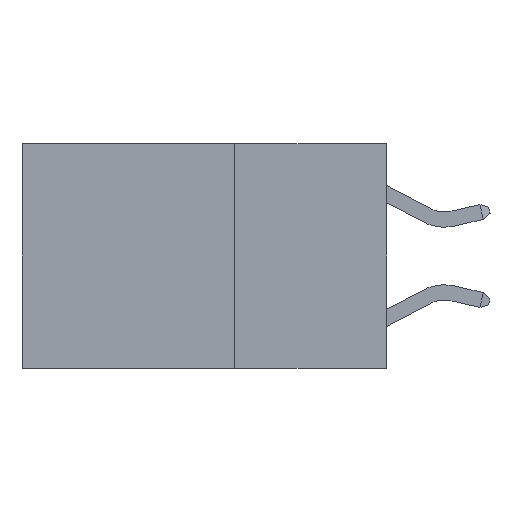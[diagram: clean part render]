
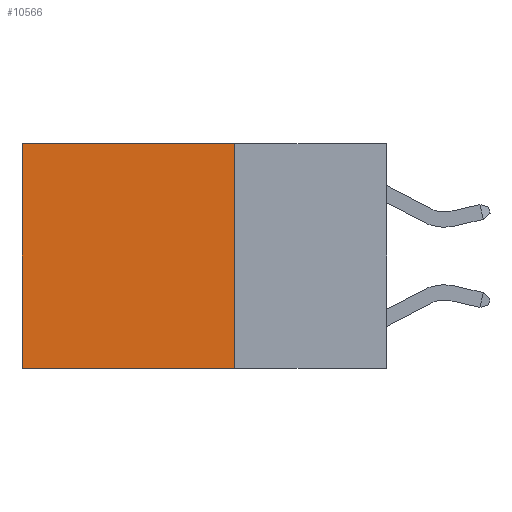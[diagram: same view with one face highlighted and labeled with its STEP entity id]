
A CAD part, left-side view. The second image highlights one B-rep face of the part: STEP entity #10566.
In plain terms, the highlighted planar face has unit normal (-1, 0, 0).
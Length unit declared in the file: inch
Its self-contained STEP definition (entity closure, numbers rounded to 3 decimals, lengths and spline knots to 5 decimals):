
#407 = VERTEX_POINT ( 'NONE', #19959 ) ;
#574 = VECTOR ( 'NONE', #23302, 39.37008 ) ;
#2029 = EDGE_LOOP ( 'NONE', ( #23938, #2682, #10876, #23743 ) ) ;
#2516 = VECTOR ( 'NONE', #10935, 39.37008 ) ;
#2682 = ORIENTED_EDGE ( 'NONE', *, *, #18826, .F. ) ;
#3196 = CARTESIAN_POINT ( 'NONE',  ( 0.2625, 0.25, 0. ) ) ;
#4765 = CARTESIAN_POINT ( 'NONE',  ( 0.2625, 0.6, 0. ) ) ;
#5006 = VECTOR ( 'NONE', #20240, 39.37008 ) ;
#5314 = LINE ( 'NONE', #13163, #5006 ) ;
#6087 = CARTESIAN_POINT ( 'NONE',  ( 0.2625, 0.25, 0. ) ) ;
#6250 = VERTEX_POINT ( 'NONE', #4765 ) ;
#6255 = EDGE_CURVE ( 'NONE', #9444, #6250, #23662, .T. ) ;
#6736 = EDGE_CURVE ( 'NONE', #6250, #407, #5314, .T. ) ;
#6942 = VECTOR ( 'NONE', #10551, 39.37008 ) ;
#7282 = DIRECTION ( 'NONE',  ( 1., 0., 0. ) ) ;
#9444 = VERTEX_POINT ( 'NONE', #6087 ) ;
#10551 = DIRECTION ( 'NONE',  ( 0., 0., -1. ) ) ;
#10566 = ADVANCED_FACE ( 'NONE', ( #12657 ), #24320, .F. ) ;
#10818 = CARTESIAN_POINT ( 'NONE',  ( 0.2625, 0.25, -0.37 ) ) ;
#10876 = ORIENTED_EDGE ( 'NONE', *, *, #23096, .F. ) ;
#10935 = DIRECTION ( 'NONE',  ( 0., 1., 0. ) ) ;
#11031 = CARTESIAN_POINT ( 'NONE',  ( 0.2625, 0.25, 0. ) ) ;
#11830 = AXIS2_PLACEMENT_3D ( 'NONE', #11031, #7282, #14863 ) ;
#12657 = FACE_OUTER_BOUND ( 'NONE', #2029, .T. ) ;
#12844 = VERTEX_POINT ( 'NONE', #20039 ) ;
#13163 = CARTESIAN_POINT ( 'NONE',  ( 0.2625, 0.6, 0. ) ) ;
#14863 = DIRECTION ( 'NONE',  ( 0., 0., -1. ) ) ;
#18826 = EDGE_CURVE ( 'NONE', #12844, #407, #20627, .T. ) ;
#19959 = CARTESIAN_POINT ( 'NONE',  ( 0.2625, 0.6, -0.37 ) ) ;
#20039 = CARTESIAN_POINT ( 'NONE',  ( 0.2625, 0.25, -0.37 ) ) ;
#20233 = LINE ( 'NONE', #3196, #6942 ) ;
#20240 = DIRECTION ( 'NONE',  ( 0., 0., -1. ) ) ;
#20627 = LINE ( 'NONE', #10818, #2516 ) ;
#21806 = CARTESIAN_POINT ( 'NONE',  ( 0.2625, 0.25, 0. ) ) ;
#23096 = EDGE_CURVE ( 'NONE', #9444, #12844, #20233, .T. ) ;
#23302 = DIRECTION ( 'NONE',  ( 0., 1., 0. ) ) ;
#23662 = LINE ( 'NONE', #21806, #574 ) ;
#23743 = ORIENTED_EDGE ( 'NONE', *, *, #6255, .T. ) ;
#23938 = ORIENTED_EDGE ( 'NONE', *, *, #6736, .T. ) ;
#24320 = PLANE ( 'NONE',  #11830 ) ;
